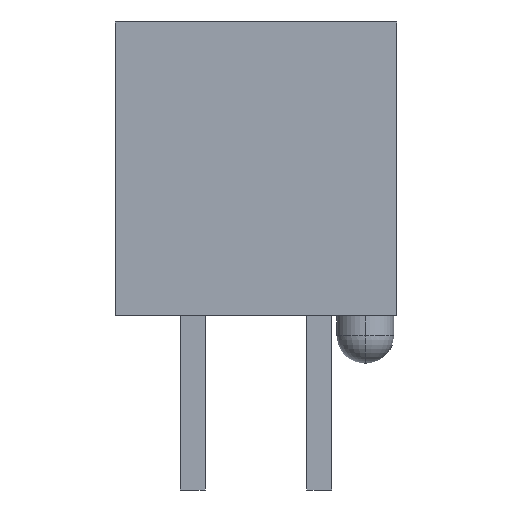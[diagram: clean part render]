
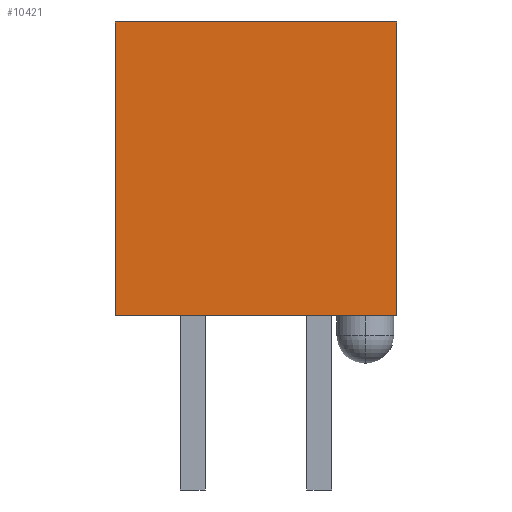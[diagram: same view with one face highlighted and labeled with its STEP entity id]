
A CAD part, left-side view. The second image highlights one B-rep face of the part: STEP entity #10421.
In plain terms, the highlighted planar face has unit normal (-1, 0, 0).
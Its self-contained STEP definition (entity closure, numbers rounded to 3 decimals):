
#24 = DIRECTION ( 'NONE',  ( 0., -1., 0. ) ) ;
#1178 = LINE ( 'NONE', #9888, #6259 ) ;
#1445 = VECTOR ( 'NONE', #8205, 1000. ) ;
#3686 = CARTESIAN_POINT ( 'NONE',  ( -5.325, 2.825, 0. ) ) ;
#3709 = VERTEX_POINT ( 'NONE', #10521 ) ;
#3982 = VECTOR ( 'NONE', #12297, 1000. ) ;
#4538 = DIRECTION ( 'NONE',  ( 0., 0., 1. ) ) ;
#4590 = VERTEX_POINT ( 'NONE', #7314 ) ;
#5311 = PLANE ( 'NONE',  #12839 ) ;
#6094 = VERTEX_POINT ( 'NONE', #3686 ) ;
#6259 = VECTOR ( 'NONE', #24, 1000. ) ;
#6508 = ORIENTED_EDGE ( 'NONE', *, *, #8924, .F. ) ;
#6516 = VERTEX_POINT ( 'NONE', #14071 ) ;
#6534 = DIRECTION ( 'NONE',  ( -1., 0., 0. ) ) ;
#7314 = CARTESIAN_POINT ( 'NONE',  ( -5.325, 2.825, -5.9 ) ) ;
#7572 = ORIENTED_EDGE ( 'NONE', *, *, #8542, .F. ) ;
#7838 = VECTOR ( 'NONE', #12961, 1000. ) ;
#8205 = DIRECTION ( 'NONE',  ( 0., 0., 1. ) ) ;
#8542 = EDGE_CURVE ( 'NONE', #6094, #6516, #10338, .T. ) ;
#8711 = LINE ( 'NONE', #13162, #7838 ) ;
#8807 = EDGE_CURVE ( 'NONE', #3709, #6516, #8711, .T. ) ;
#8924 = EDGE_CURVE ( 'NONE', #4590, #6094, #10541, .T. ) ;
#9888 = CARTESIAN_POINT ( 'NONE',  ( -5.325, -2.825, -5.9 ) ) ;
#10338 = LINE ( 'NONE', #13124, #3982 ) ;
#10421 = ADVANCED_FACE ( 'NONE', ( #11876 ), #5311, .T. ) ;
#10521 = CARTESIAN_POINT ( 'NONE',  ( -5.325, -2.825, -5.9 ) ) ;
#10541 = LINE ( 'NONE', #11703, #1445 ) ;
#10801 = ORIENTED_EDGE ( 'NONE', *, *, #12299, .T. ) ;
#11703 = CARTESIAN_POINT ( 'NONE',  ( -5.325, 2.825, -5.9 ) ) ;
#11876 = FACE_OUTER_BOUND ( 'NONE', #13148, .T. ) ;
#11936 = CARTESIAN_POINT ( 'NONE',  ( -5.325, -2.825, -5.9 ) ) ;
#12297 = DIRECTION ( 'NONE',  ( 0., -1., 0. ) ) ;
#12299 = EDGE_CURVE ( 'NONE', #4590, #3709, #1178, .T. ) ;
#12839 = AXIS2_PLACEMENT_3D ( 'NONE', #11936, #6534, #4538 ) ;
#12961 = DIRECTION ( 'NONE',  ( 0., 0., 1. ) ) ;
#13124 = CARTESIAN_POINT ( 'NONE',  ( -5.325, -2.825, 0. ) ) ;
#13148 = EDGE_LOOP ( 'NONE', ( #7572, #6508, #10801, #13921 ) ) ;
#13162 = CARTESIAN_POINT ( 'NONE',  ( -5.325, -2.825, -5.9 ) ) ;
#13921 = ORIENTED_EDGE ( 'NONE', *, *, #8807, .T. ) ;
#14071 = CARTESIAN_POINT ( 'NONE',  ( -5.325, -2.825, 0. ) ) ;
